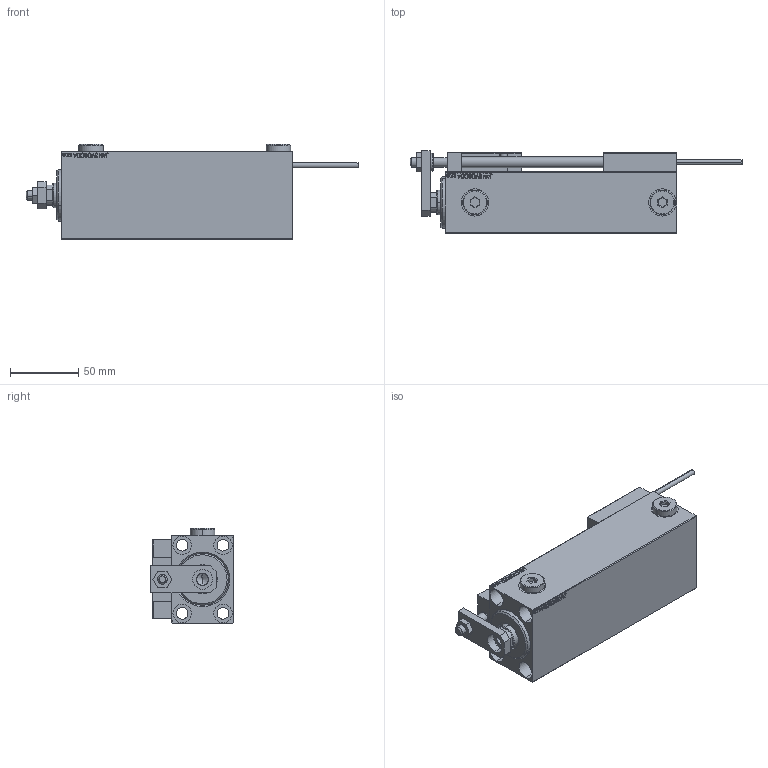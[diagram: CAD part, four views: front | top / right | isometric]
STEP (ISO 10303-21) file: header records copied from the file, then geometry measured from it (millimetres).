
FILE_DESCRIPTION (( 'STEP AP203' ), '1' );
FILE_NAME ('096d.STEP', '2024-02-13T06:27:49', ( '' ), ( '' ), 'SwSTEP 2.0', 'SolidWorks 2019', '' );
FILE_SCHEMA (( 'CONFIG_CONTROL_DESIGN' ));
Length unit declared in the file: millimetre
Products named in the file (16): V450CM_VC_B 63c242283c5e065e0d3d259201428053; ZARAZKA 63c242283c5e065e0d3d259201428053; SWITCH DIM B,W 63c242283c5e065e0d3d259201428053; KONCOVKA 63c242283c5e065e0d3d259201428053; MAGNET 63c242283c5e065e0d3d259201428053; ALLEN BOLT D8 63c242283c5e065e0d3d259201428053; NUT_D12 63c242283c5e065e0d3d259201428053; V450CM_C_VCP 63c242283c5e065e0d3d259201428053; Zatka_OIL_PORT 63c242283c5e065e0d3d259201428053; 096d; TYC_L79 63c242283c5e065e0d3d259201428053; ALLEN BOLT D5 63c242283c5e065e0d3d259201428053; SWITCH_X_FRONT_BACK 63c242283c5e065e0d3d259201428053; V450CM_C_Body 63c242283c5e065e0d3d259201428053; SWITCH X 63c242283c5e065e0d3d259201428053; Block 63c242283c5e065e0d3d259201428053
Assembly tree (26 placements, depth 3):
  096d
    V450CM_C_Body 63c242283c5e065e0d3d259201428053
    SWITCH X 63c242283c5e065e0d3d259201428053
      SWITCH_X_FRONT_BACK 63c242283c5e065e0d3d259201428053  x2
      TYC_L79 63c242283c5e065e0d3d259201428053
      Block 63c242283c5e065e0d3d259201428053  x2
      ALLEN BOLT D5 63c242283c5e065e0d3d259201428053  x4
      ALLEN BOLT D8 63c242283c5e065e0d3d259201428053  x4
      MAGNET 63c242283c5e065e0d3d259201428053  x2
      KONCOVKA 63c242283c5e065e0d3d259201428053  x2
    NUT_D12 63c242283c5e065e0d3d259201428053
    SWITCH DIM B,W 63c242283c5e065e0d3d259201428053
    ZARAZKA 63c242283c5e065e0d3d259201428053
    V450CM_C_VCP 63c242283c5e065e0d3d259201428053
    V450CM_VC_B 63c242283c5e065e0d3d259201428053
    Zatka_OIL_PORT 63c242283c5e065e0d3d259201428053  x2
Bounding box: 243.7 x 60.5 x 69.9 mm (x, y, z)
Volume: 472773.5 mm3; surface area: 120661.3 mm2
Topology: 25 solids, 25 shells, 1336 faces, 3188 edges, 2035 vertices
Faces by surface type: plane 594, bspline 380, cylinder 204, cone 110, torus 44, sphere 4
Entity records: 51512 total; most frequent: CARTESIAN_POINT 26299, ORIENTED_EDGE 5316, DIRECTION 3634, EDGE_CURVE 2658, VERTEX_POINT 1735, VECTOR 1534, LINE 1534, EDGE_LOOP 1235
